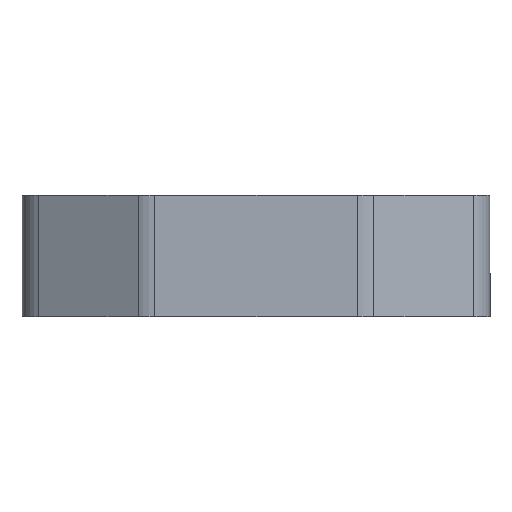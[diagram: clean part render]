
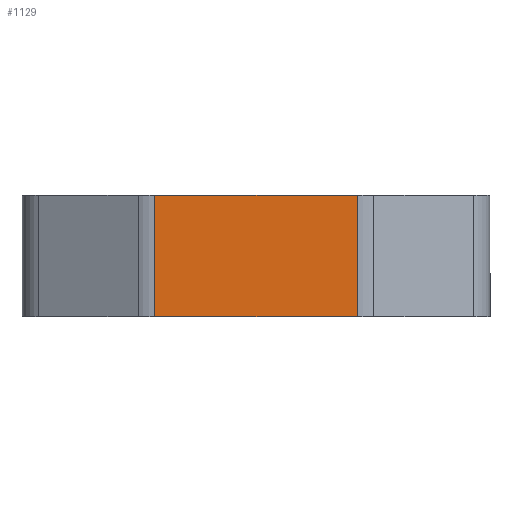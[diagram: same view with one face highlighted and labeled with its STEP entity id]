
A CAD part, left-side view. The second image highlights one B-rep face of the part: STEP entity #1129.
In plain terms, the highlighted planar face has unit normal (-1, 0, 0).
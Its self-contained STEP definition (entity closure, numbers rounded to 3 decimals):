
#36 = LINE ( 'NONE', #108, #747 ) ;
#99 = DIRECTION ( 'NONE',  ( 0., 1., 0. ) ) ;
#107 = EDGE_CURVE ( 'NONE', #2658, #2095, #1969, .T. ) ;
#108 = CARTESIAN_POINT ( 'NONE',  ( -20., 48.392, 2. ) ) ;
#123 = DIRECTION ( 'NONE',  ( 1., 0., 0. ) ) ;
#274 = EDGE_CURVE ( 'NONE', #1911, #668, #36, .T. ) ;
#338 = CARTESIAN_POINT ( 'NONE',  ( -20., -12.5, 22. ) ) ;
#341 = ORIENTED_EDGE ( 'NONE', *, *, #274, .T. ) ;
#613 = ORIENTED_EDGE ( 'NONE', *, *, #1341, .F. ) ;
#668 = VERTEX_POINT ( 'NONE', #1415 ) ;
#747 = VECTOR ( 'NONE', #2234, 1000. ) ;
#771 = EDGE_CURVE ( 'NONE', #2095, #1911, #2271, .T. ) ;
#835 = AXIS2_PLACEMENT_3D ( 'NONE', #919, #123, #99 ) ;
#919 = CARTESIAN_POINT ( 'NONE',  ( -20., -12.5, 2. ) ) ;
#952 = PLANE ( 'NONE',  #835 ) ;
#962 = FACE_OUTER_BOUND ( 'NONE', #1600, .T. ) ;
#1028 = VECTOR ( 'NONE', #1191, 1000. ) ;
#1037 = LINE ( 'NONE', #2329, #2331 ) ;
#1129 = ADVANCED_FACE ( 'NONE', ( #962 ), #952, .F. ) ;
#1191 = DIRECTION ( 'NONE',  ( 0., 1., 0. ) ) ;
#1227 = ORIENTED_EDGE ( 'NONE', *, *, #771, .T. ) ;
#1262 = DIRECTION ( 'NONE',  ( 0., 1., 0. ) ) ;
#1264 = CARTESIAN_POINT ( 'NONE',  ( -20., 11.608, 0. ) ) ;
#1341 = EDGE_CURVE ( 'NONE', #2658, #668, #1037, .T. ) ;
#1360 = CARTESIAN_POINT ( 'NONE',  ( -20., 48.392, 22. ) ) ;
#1415 = CARTESIAN_POINT ( 'NONE',  ( -20., 48.392, 0. ) ) ;
#1600 = EDGE_LOOP ( 'NONE', ( #613, #2124, #1227, #341 ) ) ;
#1775 = CARTESIAN_POINT ( 'NONE',  ( -20., 11.608, 2. ) ) ;
#1911 = VERTEX_POINT ( 'NONE', #1360 ) ;
#1969 = LINE ( 'NONE', #1775, #2045 ) ;
#1999 = CARTESIAN_POINT ( 'NONE',  ( -20., 11.608, 22. ) ) ;
#2045 = VECTOR ( 'NONE', #2436, 1000. ) ;
#2095 = VERTEX_POINT ( 'NONE', #1999 ) ;
#2124 = ORIENTED_EDGE ( 'NONE', *, *, #107, .T. ) ;
#2234 = DIRECTION ( 'NONE',  ( 0., 0., -1. ) ) ;
#2271 = LINE ( 'NONE', #338, #1028 ) ;
#2329 = CARTESIAN_POINT ( 'NONE',  ( -20., 10., 0. ) ) ;
#2331 = VECTOR ( 'NONE', #1262, 1000. ) ;
#2436 = DIRECTION ( 'NONE',  ( 0., 0., 1. ) ) ;
#2658 = VERTEX_POINT ( 'NONE', #1264 ) ;
